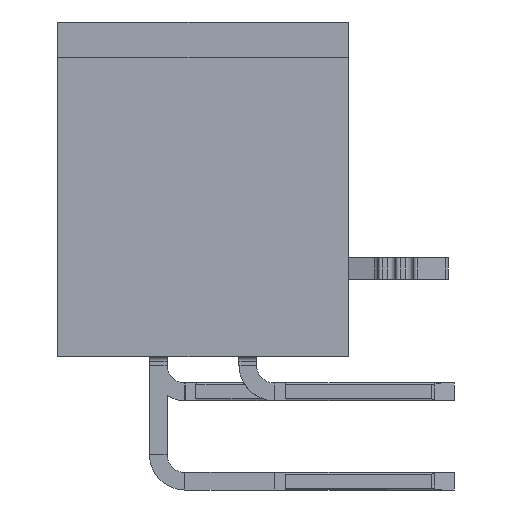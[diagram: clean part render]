
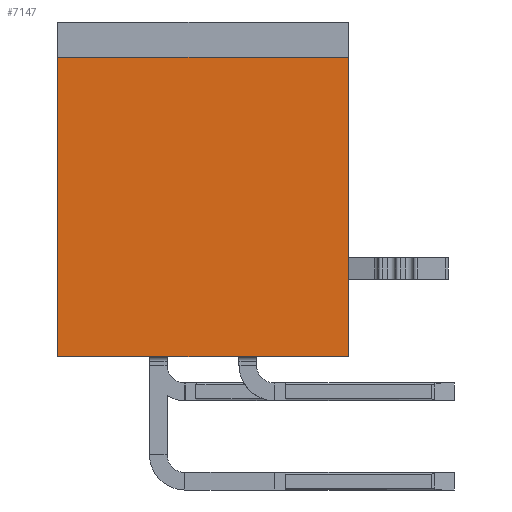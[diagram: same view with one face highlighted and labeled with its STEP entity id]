
A CAD part, left-side view. The second image highlights one B-rep face of the part: STEP entity #7147.
In plain terms, the highlighted planar face has unit normal (-1, 0, 0).
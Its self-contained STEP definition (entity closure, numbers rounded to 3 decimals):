
#3172=CARTESIAN_POINT('',(-25.85,-4.125,-1.));
#3173=VERTEX_POINT('',#3172);
#3180=CARTESIAN_POINT('',(-25.85,-4.125,-9.5));
#3181=VERTEX_POINT('',#3180);
#3182=CARTESIAN_POINT('',(-25.85,-4.125,-1.));
#3183=DIRECTION('',(0.,0.,-1.));
#3184=VECTOR('',#3183,8.5);
#3185=LINE('',#3182,#3184);
#3186=EDGE_CURVE('',#3173,#3181,#3185,.T.);
#3376=CARTESIAN_POINT('',(-25.85,4.125,-9.5));
#3377=VERTEX_POINT('',#3376);
#3384=CARTESIAN_POINT('',(-25.85,4.125,-1.));
#3385=VERTEX_POINT('',#3384);
#3386=CARTESIAN_POINT('',(-25.85,4.125,-9.5));
#3387=DIRECTION('',(0.,0.,1.));
#3388=VECTOR('',#3387,8.5);
#3389=LINE('',#3386,#3388);
#3390=EDGE_CURVE('',#3377,#3385,#3389,.T.);
#7126=CARTESIAN_POINT('',(-25.85,0.,-4.75));
#7127=DIRECTION('',(0.,-1.,0.));
#7128=DIRECTION('',(-1.,0.,0.));
#7129=AXIS2_PLACEMENT_3D('',#7126,#7128,#7127);
#7130=PLANE('',#7129);
#7131=ORIENTED_EDGE('',*,*,#3186,.F.);
#7132=CARTESIAN_POINT('',(-25.85,-4.125,-1.));
#7133=DIRECTION('',(0.,1.,0.));
#7134=VECTOR('',#7133,8.25);
#7135=LINE('',#7132,#7134);
#7136=EDGE_CURVE('',#3173,#3385,#7135,.T.);
#7137=ORIENTED_EDGE('',*,*,#7136,.T.);
#7138=ORIENTED_EDGE('',*,*,#3390,.F.);
#7139=CARTESIAN_POINT('',(-25.85,-4.125,-9.5));
#7140=DIRECTION('',(0.,1.,0.));
#7141=VECTOR('',#7140,8.25);
#7142=LINE('',#7139,#7141);
#7143=EDGE_CURVE('',#3181,#3377,#7142,.T.);
#7144=ORIENTED_EDGE('',*,*,#7143,.F.);
#7145=EDGE_LOOP('',(#7131,#7137,#7138,#7144));
#7146=FACE_OUTER_BOUND('',#7145,.T.);
#7147=ADVANCED_FACE('',(#7146),#7130,.T.);
